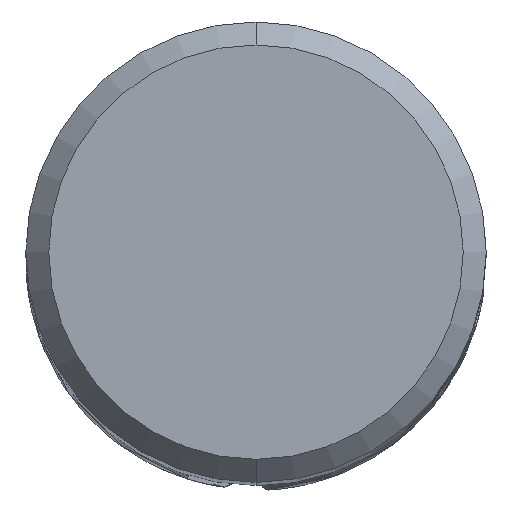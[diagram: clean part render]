
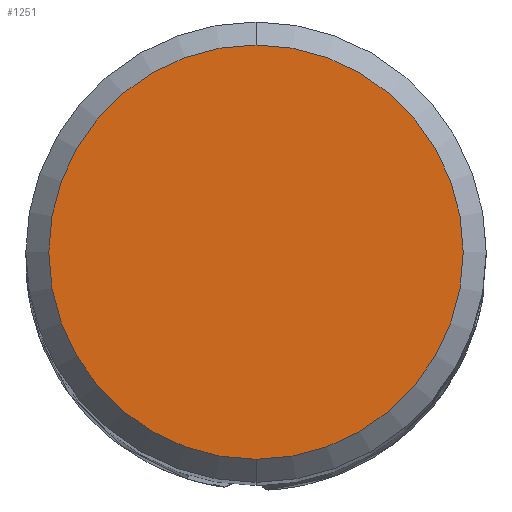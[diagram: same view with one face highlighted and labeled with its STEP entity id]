
A CAD part, top view. The second image highlights one B-rep face of the part: STEP entity #1251.
In plain terms, the highlighted planar face has unit normal (0, 0, 1).
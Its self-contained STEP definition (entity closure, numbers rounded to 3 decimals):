
#659=EDGE_CURVE('',#1235,#861,#1771,.T.);
#861=VERTEX_POINT('',#1989);
#1235=VERTEX_POINT('',#2408);
#1251=ADVANCED_FACE('',(#2425),#2426,.T.);
#1617=EDGE_CURVE('',#861,#1235,#2817,.T.);
#1771=CIRCLE('',#3741,4.5);
#1989=CARTESIAN_POINT('',(0.,-4.5,0.0));
#2408=CARTESIAN_POINT('',(0.0,4.5,0.0));
#2425=FACE_OUTER_BOUND('',#7927,.T.);
#2426=PLANE('',#7928);
#2817=CIRCLE('',#11001,4.5);
#3741=AXIS2_PLACEMENT_3D('',#11366,#11367,#11368);
#7927=EDGE_LOOP('',(#12078,#12079));
#7928=AXIS2_PLACEMENT_3D('',#12080,#12081,#12082);
#11001=AXIS2_PLACEMENT_3D('',#12375,#12376,#12377);
#11366=CARTESIAN_POINT('',(0.0,0.0,0.0));
#11367=DIRECTION('',(0.0,0.0,-1.0));
#11368=DIRECTION('',(0.0,1.0,0.0));
#12078=ORIENTED_EDGE('',*,*,#659,.F.);
#12079=ORIENTED_EDGE('',*,*,#1617,.F.);
#12080=CARTESIAN_POINT('',(0.0,2.25,0.0));
#12081=DIRECTION('',(-0.0,0.0,1.0));
#12082=DIRECTION('',(0.0,-1.0,0.0));
#12375=CARTESIAN_POINT('',(0.0,0.0,0.0));
#12376=DIRECTION('',(0.0,0.0,-1.0));
#12377=DIRECTION('',(0.0,1.0,0.0));
